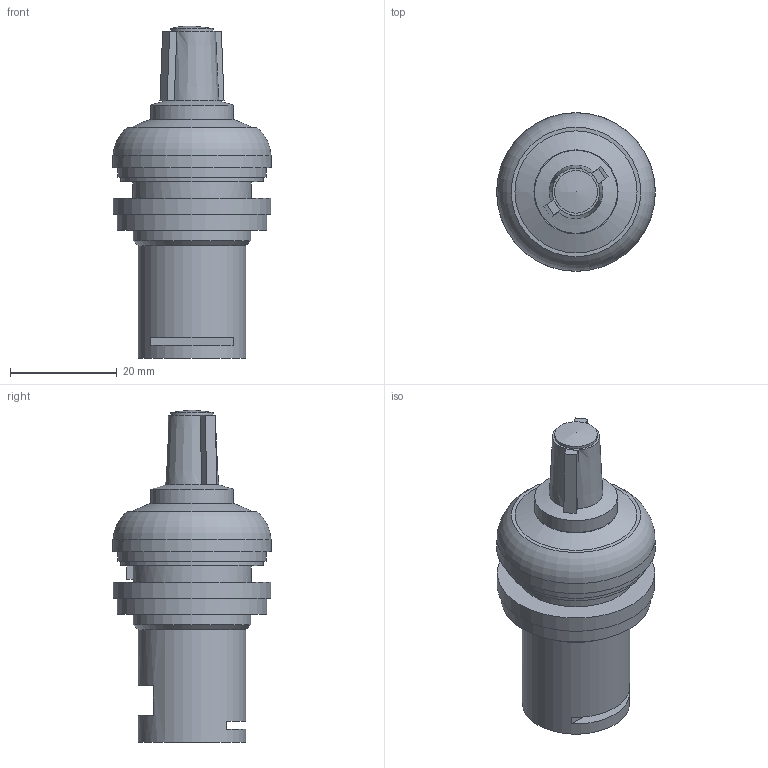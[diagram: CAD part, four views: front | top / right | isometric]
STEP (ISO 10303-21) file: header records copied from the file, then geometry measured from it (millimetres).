
FILE_DESCRIPTION(/* description */ ('Alibre Inc.'),/* implementation_level */ '2;1');
FILE_NAME(/* name */ 'export-D9DD173B-12E6-4509-B6E8-BD0C443CDFF8',/* time_stamp */ '2024-08-21T08:03:01+02:00',/* author */ (''),/* organization */ (''),/* preprocessor_version */ 'ST-DEVELOPER v17',/* originating_system */ 'Alibre',/* authorisation */ '');
FILE_SCHEMA (('AUTOMOTIVE_DESIGN'));
Length unit declared in the file: millimetre
Products named in the file (1): 229489
Bounding box: 29.7 x 29.7 x 62.06 mm (x, y, z)
Volume: 21025.5 mm3; surface area: 5713 mm2
Topology: 1 solids, 1 shells, 47 faces, 94 edges, 62 vertices
Faces by surface type: plane 31, cylinder 9, cone 4, sphere 2, torus 1
Full cylindrical faces by diameter (mm): 8 x1, 15.5 x1, 20.1 x1, 22 x1, 22.2 x1, 26.7 x1, 27.7 x1, 28 x1, 29.5 x1
Entity records: 1196 total; most frequent: CARTESIAN_POINT 210, ORIENTED_EDGE 186, DIRECTION 185, EDGE_CURVE 93, AXIS2_PLACEMENT_3D 85, VERTEX_POINT 62, EDGE_LOOP 61, FACE_BOUND 61
